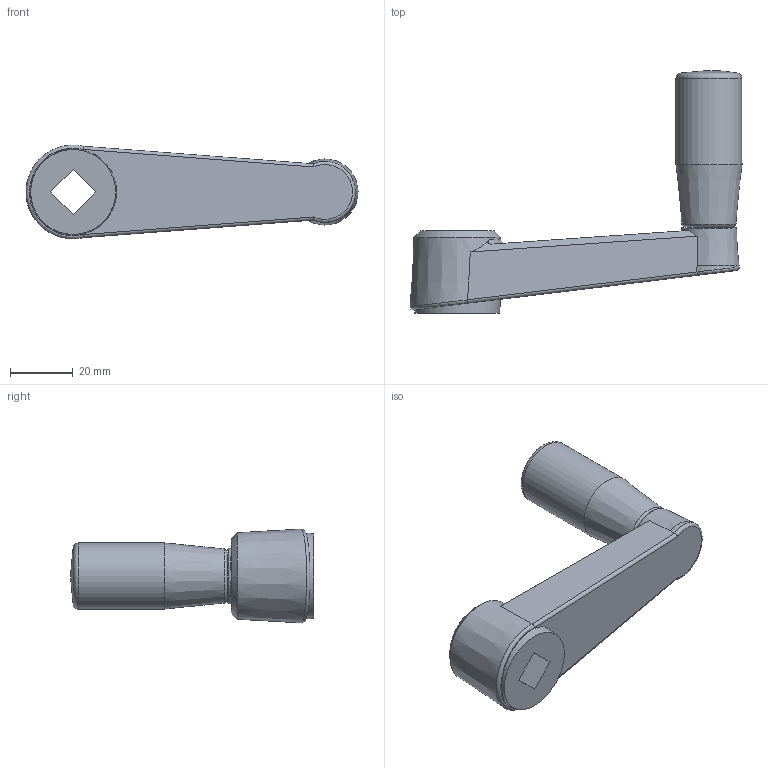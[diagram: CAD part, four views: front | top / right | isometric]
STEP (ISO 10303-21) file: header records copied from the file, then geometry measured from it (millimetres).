
FILE_DESCRIPTION(/* description */ (''),/* implementation_level */ '2;1');
FILE_NAME(/* name */ 'BCH80S',/* time_stamp */ '2012-11-23T15:06:15+08:00',/* author */ (''),/* organization */ (''),/* preprocessor_version */ 'ST-DEVELOPER v9',/* originating_system */ 'UGS - NX 4.0',/* authorisation */ '');
FILE_SCHEMA (('CONFIG_CONTROL_DESIGN'));
Length unit declared in the file: millimetre
Products named in the file (1): AdmiDF08xidb
Bounding box: 105.47 x 77.2 x 29.79 mm (x, y, z)
Volume: 54669.8 mm3; surface area: 13136 mm2
Topology: 1 solids, 1 shells, 34 faces, 83 edges, 54 vertices
Faces by surface type: plane 15, cone 8, cylinder 4, torus 3, bspline 3, sphere 1
Full cylindrical faces by diameter (mm): 10 x1, 21 x1
Entity records: 1230 total; most frequent: CARTESIAN_POINT 451, DIRECTION 136, ORIENTED_EDGE 130, EDGE_CURVE 65, AXIS2_PLACEMENT_3D 58, EDGE_LOOP 51, VERTEX_POINT 48, ADVANCED_FACE 34
